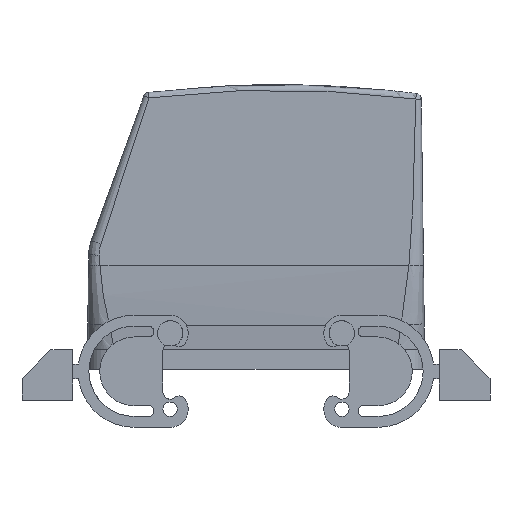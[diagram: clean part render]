
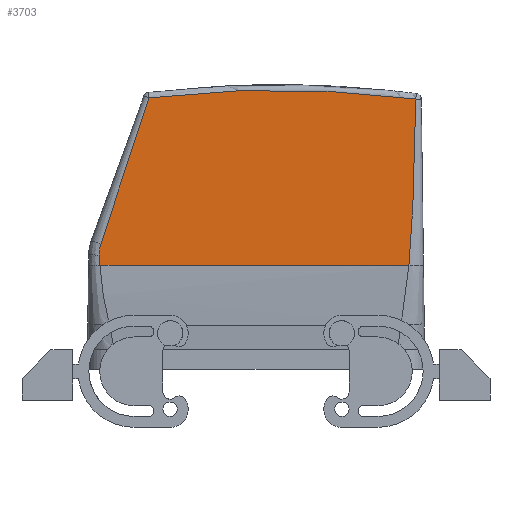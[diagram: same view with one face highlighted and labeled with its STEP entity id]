
A CAD part, left-side view. The second image highlights one B-rep face of the part: STEP entity #3703.
In plain terms, the highlighted planar face has unit normal (-1, 0, 0).
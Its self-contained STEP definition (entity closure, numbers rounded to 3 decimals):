
#3650=AXIS2_PLACEMENT_3D('Plane Axis2P3D',#3647,#3648,#3649) ;
#3692=AXIS2_PLACEMENT_3D('Circle Axis2P3D',#3690,#3691,$) ;
#2384=CARTESIAN_POINT('Vertex',(5.75,22.44,44.838)) ;
#2407=CARTESIAN_POINT('Line Origine',(5.75,64.07,44.838)) ;
#2411=CARTESIAN_POINT('Vertex',(5.75,107.924,44.838)) ;
#2885=CARTESIAN_POINT('Control Point',(5.75,108.057,47.661)) ;
#2886=CARTESIAN_POINT('Control Point',(5.75,108.035,47.097)) ;
#2887=CARTESIAN_POINT('Control Point',(5.75,108.011,46.532)) ;
#2888=CARTESIAN_POINT('Control Point',(5.75,107.985,45.968)) ;
#2889=CARTESIAN_POINT('Control Point',(5.75,107.956,45.403)) ;
#2890=CARTESIAN_POINT('Control Point',(5.75,107.924,44.838)) ;
#2891=CARTESIAN_POINT('Vertex',(5.75,108.057,47.661)) ;
#3289=CARTESIAN_POINT('Vertex',(5.75,20.545,90.845)) ;
#3293=CARTESIAN_POINT('Control Point',(5.75,20.545,90.845)) ;
#3294=CARTESIAN_POINT('Control Point',(5.75,20.579,88.611)) ;
#3295=CARTESIAN_POINT('Control Point',(5.75,20.618,86.365)) ;
#3296=CARTESIAN_POINT('Control Point',(5.75,20.661,84.133)) ;
#3297=CARTESIAN_POINT('Control Point',(5.75,20.759,79.655)) ;
#3298=CARTESIAN_POINT('Control Point',(5.75,20.878,75.181)) ;
#3299=CARTESIAN_POINT('Control Point',(5.75,20.942,72.943)) ;
#3300=CARTESIAN_POINT('Control Point',(5.75,21.072,68.725)) ;
#3301=CARTESIAN_POINT('Control Point',(5.75,21.22,64.508)) ;
#3302=CARTESIAN_POINT('Control Point',(5.75,21.295,62.529)) ;
#3303=CARTESIAN_POINT('Control Point',(5.75,21.416,59.564)) ;
#3304=CARTESIAN_POINT('Control Point',(5.75,21.56,56.6)) ;
#3305=CARTESIAN_POINT('Control Point',(5.75,21.611,55.59)) ;
#3306=CARTESIAN_POINT('Control Point',(5.75,21.764,52.847)) ;
#3307=CARTESIAN_POINT('Control Point',(5.75,21.954,50.105)) ;
#3308=CARTESIAN_POINT('Control Point',(5.75,22.096,48.349)) ;
#3309=CARTESIAN_POINT('Control Point',(5.75,22.259,46.593)) ;
#3310=CARTESIAN_POINT('Control Point',(5.75,22.44,44.838)) ;
#3647=CARTESIAN_POINT('Axis2P3D Location',(5.75,-1.309,-18.643)) ;
#3653=CARTESIAN_POINT('Control Point',(5.75,94.338,91.171)) ;
#3654=CARTESIAN_POINT('Control Point',(5.75,94.407,90.97)) ;
#3655=CARTESIAN_POINT('Control Point',(5.75,94.477,90.77)) ;
#3656=CARTESIAN_POINT('Control Point',(5.75,94.555,90.545)) ;
#3657=CARTESIAN_POINT('Control Point',(5.75,94.667,90.222)) ;
#3658=CARTESIAN_POINT('Control Point',(5.75,94.778,89.899)) ;
#3659=CARTESIAN_POINT('Control Point',(5.75,94.815,89.791)) ;
#3660=CARTESIAN_POINT('Control Point',(5.75,94.891,89.573)) ;
#3661=CARTESIAN_POINT('Control Point',(5.75,94.964,89.36)) ;
#3662=CARTESIAN_POINT('Control Point',(5.75,94.992,89.28)) ;
#3663=CARTESIAN_POINT('Control Point',(5.75,95.449,87.956)) ;
#3664=CARTESIAN_POINT('Control Point',(5.75,95.905,86.631)) ;
#3665=CARTESIAN_POINT('Control Point',(5.75,96.322,85.413)) ;
#3666=CARTESIAN_POINT('Control Point',(5.75,97.835,80.976)) ;
#3667=CARTESIAN_POINT('Control Point',(5.75,99.328,76.532)) ;
#3668=CARTESIAN_POINT('Control Point',(5.75,100.398,73.308)) ;
#3669=CARTESIAN_POINT('Control Point',(5.75,102.389,67.26)) ;
#3670=CARTESIAN_POINT('Control Point',(5.75,104.355,61.205)) ;
#3671=CARTESIAN_POINT('Control Point',(5.75,105.264,58.387)) ;
#3672=CARTESIAN_POINT('Control Point',(5.75,106.3,55.153)) ;
#3673=CARTESIAN_POINT('Control Point',(5.75,107.319,51.915)) ;
#3674=CARTESIAN_POINT('Control Point',(5.75,107.447,51.507)) ;
#3675=CARTESIAN_POINT('Control Point',(5.75,107.575,51.098)) ;
#3676=CARTESIAN_POINT('Control Point',(5.75,107.702,50.689)) ;
#3677=CARTESIAN_POINT('Vertex',(5.75,107.702,50.689)) ;
#3679=CARTESIAN_POINT('Vertex',(5.75,94.338,91.171)) ;
#3683=CARTESIAN_POINT('Control Point',(5.75,107.702,50.689)) ;
#3684=CARTESIAN_POINT('Control Point',(5.75,107.877,50.101)) ;
#3685=CARTESIAN_POINT('Control Point',(5.75,108.002,49.497)) ;
#3686=CARTESIAN_POINT('Control Point',(5.75,108.074,48.885)) ;
#3687=CARTESIAN_POINT('Control Point',(5.75,108.093,48.271)) ;
#3688=CARTESIAN_POINT('Control Point',(5.75,108.057,47.661)) ;
#3690=CARTESIAN_POINT('Axis2P3D Location',(5.75,58.75,-205.2)) ;
#2408=DIRECTION('Vector Direction',(0.,-1.,0.)) ;
#3648=DIRECTION('Axis2P3D Direction',(-1.,0.,0.)) ;
#3649=DIRECTION('Axis2P3D XDirection',(0.,-0.317,0.949)) ;
#3691=DIRECTION('Axis2P3D Direction',(-1.,0.,0.)) ;
#2409=VECTOR('Line Direction',#2408,1.) ;
#3696=ORIENTED_EDGE('',*,*,#3681,.F.) ;
#3697=ORIENTED_EDGE('',*,*,#3689,.F.) ;
#3698=ORIENTED_EDGE('',*,*,#2893,.F.) ;
#3699=ORIENTED_EDGE('',*,*,#2413,.T.) ;
#3700=ORIENTED_EDGE('',*,*,#3311,.T.) ;
#3701=ORIENTED_EDGE('',*,*,#3694,.T.) ;
#3703=ADVANCED_FACE('Hood',(#3702),#3651,.T.) ;
#2884=B_SPLINE_CURVE_WITH_KNOTS('',5,(#2885,#2886,#2887,#2888,#2889,#2890),.UNSPECIFIED.,.F.,.U.,(6,6),(114.103,116.927),.UNSPECIFIED.) ;
#3292=B_SPLINE_CURVE_WITH_KNOTS('',5,(#3293,#3294,#3295,#3296,#3297,#3298,#3299,#3300,#3301,#3302,#3303,#3304,#3305,#3306,#3307,#3308,#3309,#3310),.UNSPECIFIED.,.F.,.U.,(6,3,3,3,3,6),(29.839,41.032,52.226,62.13,67.06,75.862),.UNSPECIFIED.) ;
#3652=B_SPLINE_CURVE_WITH_KNOTS('',5,(#3653,#3654,#3655,#3656,#3657,#3658,#3659,#3660,#3661,#3662,#3663,#3664,#3665,#3666,#3667,#3668,#3669,#3670,#3671,#3672,#3673,#3674,#3675,#3676),.UNSPECIFIED.,.F.,.U.,(6,3,3,3,3,3,3,6),(0.,1.503,2.263,3.062,12.181,36.261,57.285,60.319),.UNSPECIFIED.) ;
#3682=B_SPLINE_CURVE_WITH_KNOTS('',5,(#3683,#3684,#3685,#3686,#3687,#3688),.UNSPECIFIED.,.F.,.U.,(6,6),(0.,4.34),.UNSPECIFIED.) ;
#3693=CIRCLE('generated circle',#3692,298.5) ;
#2413=EDGE_CURVE('',#2412,#2385,#2410,.T.) ;
#2893=EDGE_CURVE('',#2412,#2892,#2884,.F.) ;
#3311=EDGE_CURVE('',#2385,#3290,#3292,.F.) ;
#3681=EDGE_CURVE('',#3678,#3680,#3652,.F.) ;
#3689=EDGE_CURVE('',#2892,#3678,#3682,.F.) ;
#3694=EDGE_CURVE('',#3290,#3680,#3693,.T.) ;
#3695=EDGE_LOOP('',(#3696,#3697,#3698,#3699,#3700,#3701)) ;
#3702=FACE_OUTER_BOUND('',#3695,.T.) ;
#2410=LINE('Line',#2407,#2409) ;
#3651=PLANE('',#3650) ;
#2385=VERTEX_POINT('',#2384) ;
#2412=VERTEX_POINT('',#2411) ;
#2892=VERTEX_POINT('',#2891) ;
#3290=VERTEX_POINT('',#3289) ;
#3678=VERTEX_POINT('',#3677) ;
#3680=VERTEX_POINT('',#3679) ;
